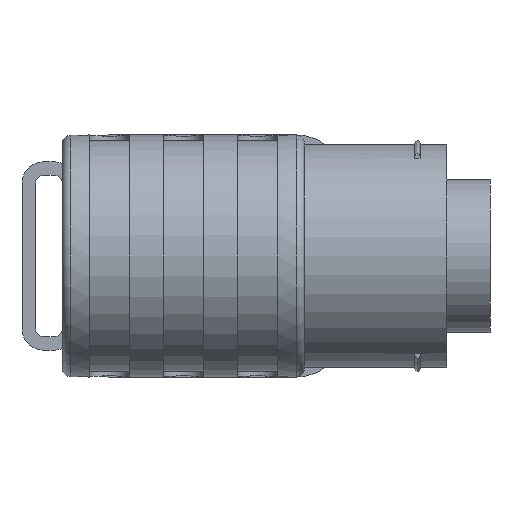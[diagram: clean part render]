
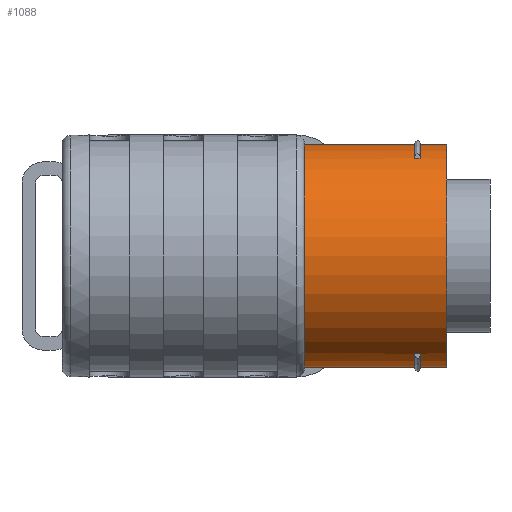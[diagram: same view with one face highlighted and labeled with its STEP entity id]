
A CAD part, front view. The second image highlights one B-rep face of the part: STEP entity #1088.
In plain terms, the highlighted cylindrical face has radius 4.15 mm (diameter 8.3 mm), a full revolution.
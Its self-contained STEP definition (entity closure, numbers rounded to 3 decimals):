
#572=LINE('',#6595,#844);
#573=LINE('',#6599,#845);
#574=LINE('',#6607,#846);
#575=LINE('',#6611,#847);
#844=VECTOR('',#5297,1.);
#845=VECTOR('',#5300,1.);
#846=VECTOR('',#5307,1.);
#847=VECTOR('',#5310,1.);
#1088=ADVANCED_FACE('',(#1444,#1445,#1446,#1447),#1334,.T.);
#1334=CYLINDRICAL_SURFACE('',#4543,4.15);
#1444=FACE_BOUND('',#1640,.T.);
#1445=FACE_BOUND('',#1641,.T.);
#1446=FACE_BOUND('',#1642,.T.);
#1447=FACE_BOUND('',#1643,.T.);
#1640=EDGE_LOOP('',(#2254,#2255,#2256,#2257));
#1641=EDGE_LOOP('',(#2258));
#1642=EDGE_LOOP('',(#2259));
#1643=EDGE_LOOP('',(#2260,#2261,#2262,#2263));
#2254=ORIENTED_EDGE('',*,*,#3720,.F.);
#2255=ORIENTED_EDGE('',*,*,#3721,.F.);
#2256=ORIENTED_EDGE('',*,*,#3722,.T.);
#2257=ORIENTED_EDGE('',*,*,#3723,.F.);
#2258=ORIENTED_EDGE('',*,*,#3724,.F.);
#2259=ORIENTED_EDGE('',*,*,#3725,.T.);
#2260=ORIENTED_EDGE('',*,*,#3726,.F.);
#2261=ORIENTED_EDGE('',*,*,#3727,.T.);
#2262=ORIENTED_EDGE('',*,*,#3728,.T.);
#2263=ORIENTED_EDGE('',*,*,#3729,.T.);
#3247=VERTEX_POINT('',#6593);
#3248=VERTEX_POINT('',#6594);
#3249=VERTEX_POINT('',#6596);
#3250=VERTEX_POINT('',#6598);
#3251=VERTEX_POINT('',#6601);
#3252=VERTEX_POINT('',#6603);
#3253=VERTEX_POINT('',#6605);
#3254=VERTEX_POINT('',#6606);
#3255=VERTEX_POINT('',#6608);
#3256=VERTEX_POINT('',#6610);
#3720=EDGE_CURVE('',#3247,#3248,#4237,.T.);
#3721=EDGE_CURVE('',#3249,#3247,#572,.T.);
#3722=EDGE_CURVE('',#3249,#3250,#4238,.T.);
#3723=EDGE_CURVE('',#3248,#3250,#573,.T.);
#3724=EDGE_CURVE('',#3251,#3251,#4239,.T.);
#3725=EDGE_CURVE('',#3252,#3252,#4240,.T.);
#3726=EDGE_CURVE('',#3253,#3254,#4241,.T.);
#3727=EDGE_CURVE('',#3253,#3255,#574,.T.);
#3728=EDGE_CURVE('',#3255,#3256,#4242,.T.);
#3729=EDGE_CURVE('',#3256,#3254,#575,.T.);
#4237=CIRCLE('',#4537,4.15);
#4238=CIRCLE('',#4538,4.15);
#4239=CIRCLE('',#4539,4.15);
#4240=CIRCLE('',#4540,4.15);
#4241=CIRCLE('',#4541,4.15);
#4242=CIRCLE('',#4542,4.15);
#4537=AXIS2_PLACEMENT_3D('',#6592,#5295,#5296);
#4538=AXIS2_PLACEMENT_3D('',#6597,#5298,#5299);
#4539=AXIS2_PLACEMENT_3D('',#6600,#5301,#5302);
#4540=AXIS2_PLACEMENT_3D('',#6602,#5303,#5304);
#4541=AXIS2_PLACEMENT_3D('',#6604,#5305,#5306);
#4542=AXIS2_PLACEMENT_3D('',#6609,#5308,#5309);
#4543=AXIS2_PLACEMENT_3D('',#6612,#5311,#5312);
#5295=DIRECTION('',(1.,0.,0.));
#5296=DIRECTION('',(0.,-1.,0.));
#5297=DIRECTION('',(-1.,0.,0.));
#5298=DIRECTION('',(1.,0.,0.));
#5299=DIRECTION('',(0.,-1.,0.));
#5300=DIRECTION('',(1.,0.,0.));
#5301=DIRECTION('',(1.,0.,0.));
#5302=DIRECTION('',(0.,1.,0.));
#5303=DIRECTION('',(1.,0.,0.));
#5304=DIRECTION('',(0.,1.,0.));
#5305=DIRECTION('',(1.,0.,0.));
#5306=DIRECTION('',(0.,-1.,0.));
#5307=DIRECTION('',(1.,0.,0.));
#5308=DIRECTION('',(1.,0.,0.));
#5309=DIRECTION('',(0.,-1.,0.));
#5310=DIRECTION('',(-1.,0.,0.));
#5311=DIRECTION('',(-1.,0.,0.));
#5312=DIRECTION('',(0.,1.,0.));
#6592=CARTESIAN_POINT('',(89.1,-69.5,-3.5));
#6593=CARTESIAN_POINT('',(89.1,-71.5,-7.136));
#6594=CARTESIAN_POINT('',(89.1,-67.5,-7.136));
#6595=CARTESIAN_POINT('',(90.3,-71.5,-7.136));
#6596=CARTESIAN_POINT('',(89.3,-71.5,-7.136));
#6597=CARTESIAN_POINT('',(89.3,-69.5,-3.5));
#6598=CARTESIAN_POINT('',(89.3,-67.5,-7.136));
#6599=CARTESIAN_POINT('',(90.3,-67.5,-7.136));
#6600=CARTESIAN_POINT('',(90.3,-69.5,-3.5));
#6601=CARTESIAN_POINT('',(90.3,-65.35,-3.5));
#6602=CARTESIAN_POINT('',(85.,-69.5,-3.5));
#6603=CARTESIAN_POINT('',(85.,-65.35,-3.5));
#6604=CARTESIAN_POINT('',(89.1,-69.5,-3.5));
#6605=CARTESIAN_POINT('',(89.1,-67.5,0.136));
#6606=CARTESIAN_POINT('',(89.1,-71.5,0.136));
#6607=CARTESIAN_POINT('',(90.3,-67.5,0.136));
#6608=CARTESIAN_POINT('',(89.3,-67.5,0.136));
#6609=CARTESIAN_POINT('',(89.3,-69.5,-3.5));
#6610=CARTESIAN_POINT('',(89.3,-71.5,0.136));
#6611=CARTESIAN_POINT('',(90.3,-71.5,0.136));
#6612=CARTESIAN_POINT('',(90.3,-69.5,-3.5));
